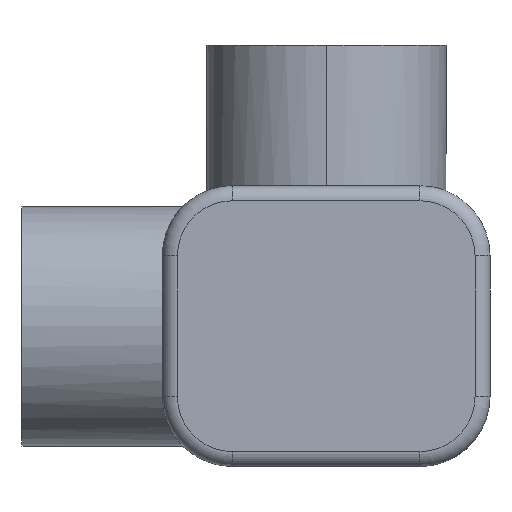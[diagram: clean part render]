
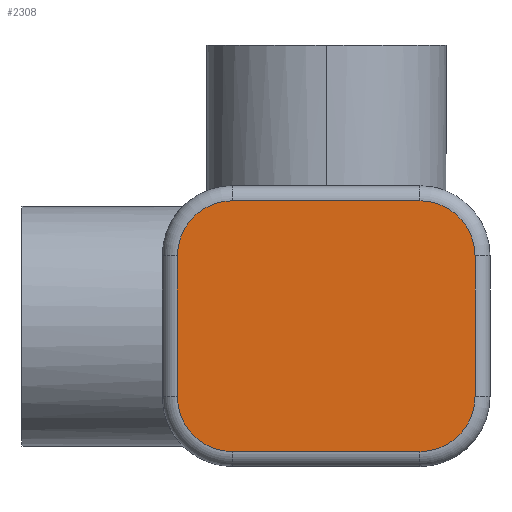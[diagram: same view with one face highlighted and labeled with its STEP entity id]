
A CAD part, left-side view. The second image highlights one B-rep face of the part: STEP entity #2308.
In plain terms, the highlighted planar face has unit normal (-1, 0, 0).
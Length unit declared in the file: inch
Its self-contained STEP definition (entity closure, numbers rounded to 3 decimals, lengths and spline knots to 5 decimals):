
#158 = CARTESIAN_POINT ( 'NONE',  ( -0.695, 0.2505, 0.335 ) ) ;
#264 = EDGE_CURVE ( 'NONE', #2299, #2006, #4887, .T. ) ;
#270 = LINE ( 'NONE', #2991, #5333 ) ;
#279 = VECTOR ( 'NONE', #2800, 39.37008 ) ;
#482 = EDGE_CURVE ( 'NONE', #1318, #2916, #4259, .T. ) ;
#495 = LINE ( 'NONE', #158, #279 ) ;
#561 = DIRECTION ( 'NONE',  ( 0., 0., 1. ) ) ;
#568 = CARTESIAN_POINT ( 'NONE',  ( -0.695, -0.3975, -0.188 ) ) ;
#712 = EDGE_CURVE ( 'NONE', #5669, #1318, #2648, .T. ) ;
#761 = CARTESIAN_POINT ( 'NONE',  ( -0.695, -0.2505, -0.335 ) ) ;
#776 = DIRECTION ( 'NONE',  ( 0., 0., 1. ) ) ;
#784 = ORIENTED_EDGE ( 'NONE', *, *, #712, .T. ) ;
#911 = EDGE_LOOP ( 'NONE', ( #2908, #3347, #2970, #4168, #1823, #784, #4331, #2397 ) ) ;
#941 = EDGE_CURVE ( 'NONE', #2006, #1121, #495, .T. ) ;
#1000 = DIRECTION ( 'NONE',  ( 0., 0., 1. ) ) ;
#1042 = CARTESIAN_POINT ( 'NONE',  ( -0.695, 0.2505, 0.188 ) ) ;
#1121 = VERTEX_POINT ( 'NONE', #4940 ) ;
#1318 = VERTEX_POINT ( 'NONE', #761 ) ;
#1453 = DIRECTION ( 'NONE',  ( -1., 0., 0. ) ) ;
#1484 = FACE_OUTER_BOUND ( 'NONE', #911, .T. ) ;
#1500 = CIRCLE ( 'NONE', #2199, 0.147 ) ;
#1727 = LINE ( 'NONE', #2569, #3403 ) ;
#1823 = ORIENTED_EDGE ( 'NONE', *, *, #3856, .T. ) ;
#1859 = DIRECTION ( 'NONE',  ( 0., -1., 0. ) ) ;
#1879 = DIRECTION ( 'NONE',  ( -1., 0., 0. ) ) ;
#1933 = PLANE ( 'NONE',  #3457 ) ;
#2006 = VERTEX_POINT ( 'NONE', #4411 ) ;
#2117 = CARTESIAN_POINT ( 'NONE',  ( -0.695, 0.3975, 0.188 ) ) ;
#2199 = AXIS2_PLACEMENT_3D ( 'NONE', #2765, #1879, #1000 ) ;
#2240 = AXIS2_PLACEMENT_3D ( 'NONE', #4195, #2891, #3315 ) ;
#2299 = VERTEX_POINT ( 'NONE', #2797 ) ;
#2308 = ADVANCED_FACE ( 'NONE', ( #1484 ), #1933, .T. ) ;
#2397 = ORIENTED_EDGE ( 'NONE', *, *, #4065, .T. ) ;
#2569 = CARTESIAN_POINT ( 'NONE',  ( -0.695, 0.3975, -0.188 ) ) ;
#2648 = LINE ( 'NONE', #3595, #4653 ) ;
#2765 = CARTESIAN_POINT ( 'NONE',  ( -0.695, 0.2505, -0.188 ) ) ;
#2797 = CARTESIAN_POINT ( 'NONE',  ( -0.695, -0.3975, 0.188 ) ) ;
#2800 = DIRECTION ( 'NONE',  ( 0., 1., 0. ) ) ;
#2891 = DIRECTION ( 'NONE',  ( -1., 0., 0. ) ) ;
#2908 = ORIENTED_EDGE ( 'NONE', *, *, #264, .T. ) ;
#2916 = VERTEX_POINT ( 'NONE', #568 ) ;
#2970 = ORIENTED_EDGE ( 'NONE', *, *, #4260, .T. ) ;
#2991 = CARTESIAN_POINT ( 'NONE',  ( -0.695, -0.3975, 0.188 ) ) ;
#3031 = VERTEX_POINT ( 'NONE', #2117 ) ;
#3315 = DIRECTION ( 'NONE',  ( 0., 0., 1. ) ) ;
#3347 = ORIENTED_EDGE ( 'NONE', *, *, #941, .T. ) ;
#3403 = VECTOR ( 'NONE', #4423, 39.37008 ) ;
#3457 = AXIS2_PLACEMENT_3D ( 'NONE', #5584, #1453, #5156 ) ;
#3595 = CARTESIAN_POINT ( 'NONE',  ( -0.695, -0.2505, -0.335 ) ) ;
#3831 = AXIS2_PLACEMENT_3D ( 'NONE', #5780, #4442, #5321 ) ;
#3856 = EDGE_CURVE ( 'NONE', #4582, #5669, #1500, .T. ) ;
#3935 = CARTESIAN_POINT ( 'NONE',  ( -0.695, 0.2505, -0.335 ) ) ;
#4065 = EDGE_CURVE ( 'NONE', #2916, #2299, #270, .T. ) ;
#4168 = ORIENTED_EDGE ( 'NONE', *, *, #5296, .T. ) ;
#4195 = CARTESIAN_POINT ( 'NONE',  ( -0.695, -0.2505, -0.188 ) ) ;
#4259 = CIRCLE ( 'NONE', #2240, 0.147 ) ;
#4260 = EDGE_CURVE ( 'NONE', #1121, #3031, #5039, .T. ) ;
#4331 = ORIENTED_EDGE ( 'NONE', *, *, #482, .T. ) ;
#4411 = CARTESIAN_POINT ( 'NONE',  ( -0.695, -0.2505, 0.335 ) ) ;
#4423 = DIRECTION ( 'NONE',  ( 0., 0., -1. ) ) ;
#4442 = DIRECTION ( 'NONE',  ( -1., 0., 0. ) ) ;
#4582 = VERTEX_POINT ( 'NONE', #5501 ) ;
#4653 = VECTOR ( 'NONE', #1859, 39.37008 ) ;
#4887 = CIRCLE ( 'NONE', #3831, 0.147 ) ;
#4940 = CARTESIAN_POINT ( 'NONE',  ( -0.695, 0.2505, 0.335 ) ) ;
#5039 = CIRCLE ( 'NONE', #5624, 0.147 ) ;
#5156 = DIRECTION ( 'NONE',  ( 0., 0., 1. ) ) ;
#5253 = DIRECTION ( 'NONE',  ( -1., 0., 0. ) ) ;
#5296 = EDGE_CURVE ( 'NONE', #3031, #4582, #1727, .T. ) ;
#5321 = DIRECTION ( 'NONE',  ( 0., 0., 1. ) ) ;
#5333 = VECTOR ( 'NONE', #776, 39.37008 ) ;
#5501 = CARTESIAN_POINT ( 'NONE',  ( -0.695, 0.3975, -0.188 ) ) ;
#5584 = CARTESIAN_POINT ( 'NONE',  ( -0.695, 0., 0. ) ) ;
#5624 = AXIS2_PLACEMENT_3D ( 'NONE', #1042, #5253, #561 ) ;
#5669 = VERTEX_POINT ( 'NONE', #3935 ) ;
#5780 = CARTESIAN_POINT ( 'NONE',  ( -0.695, -0.2505, 0.188 ) ) ;
